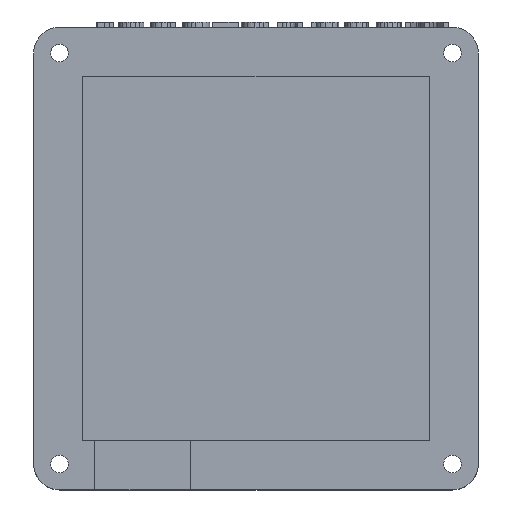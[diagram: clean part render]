
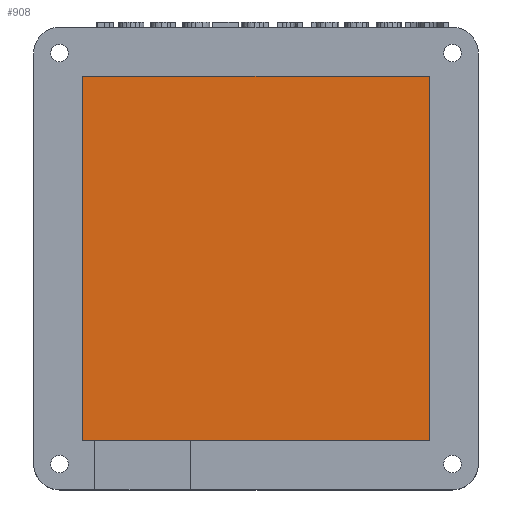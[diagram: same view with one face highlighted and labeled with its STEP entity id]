
A CAD part, top view. The second image highlights one B-rep face of the part: STEP entity #908.
In plain terms, the highlighted planar face has unit normal (0, 0, 1).
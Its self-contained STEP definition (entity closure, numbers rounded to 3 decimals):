
#625 = VERTEX_POINT('',#626);
#626 = CARTESIAN_POINT('',(4.5,-80.,3.));
#632 = EDGE_CURVE('',#625,#633,#635,.T.);
#633 = VERTEX_POINT('',#634);
#634 = CARTESIAN_POINT('',(71.5,-80.,3.));
#635 = LINE('',#636,#637);
#636 = CARTESIAN_POINT('',(4.5,-80.,3.));
#637 = VECTOR('',#638,1.);
#638 = DIRECTION('',(1.,0.,0.));
#671 = EDGE_CURVE('',#633,#672,#674,.T.);
#672 = VERTEX_POINT('',#673);
#673 = CARTESIAN_POINT('',(71.5,-9.5,3.));
#674 = LINE('',#675,#676);
#675 = CARTESIAN_POINT('',(71.5,-80.,3.));
#676 = VECTOR('',#677,1.);
#677 = DIRECTION('',(0.,1.,0.));
#695 = EDGE_CURVE('',#672,#696,#698,.T.);
#696 = VERTEX_POINT('',#697);
#697 = CARTESIAN_POINT('',(4.5,-9.5,3.));
#698 = LINE('',#699,#700);
#699 = CARTESIAN_POINT('',(71.5,-9.5,3.));
#700 = VECTOR('',#701,1.);
#701 = DIRECTION('',(-1.,0.,0.));
#719 = EDGE_CURVE('',#696,#625,#720,.T.);
#720 = LINE('',#721,#722);
#721 = CARTESIAN_POINT('',(4.5,-9.5,3.));
#722 = VECTOR('',#723,1.);
#723 = DIRECTION('',(0.,-1.,0.));
#908 = ADVANCED_FACE('',(#909),#915,.T.);
#909 = FACE_BOUND('',#910,.T.);
#910 = EDGE_LOOP('',(#911,#912,#913,#914));
#911 = ORIENTED_EDGE('',*,*,#719,.T.);
#912 = ORIENTED_EDGE('',*,*,#632,.T.);
#913 = ORIENTED_EDGE('',*,*,#671,.T.);
#914 = ORIENTED_EDGE('',*,*,#695,.T.);
#915 = PLANE('',#916);
#916 = AXIS2_PLACEMENT_3D('',#917,#918,#919);
#917 = CARTESIAN_POINT('',(38.,-44.75,3.));
#918 = DIRECTION('',(0.,0.,1.));
#919 = DIRECTION('',(1.,0.,0.));
